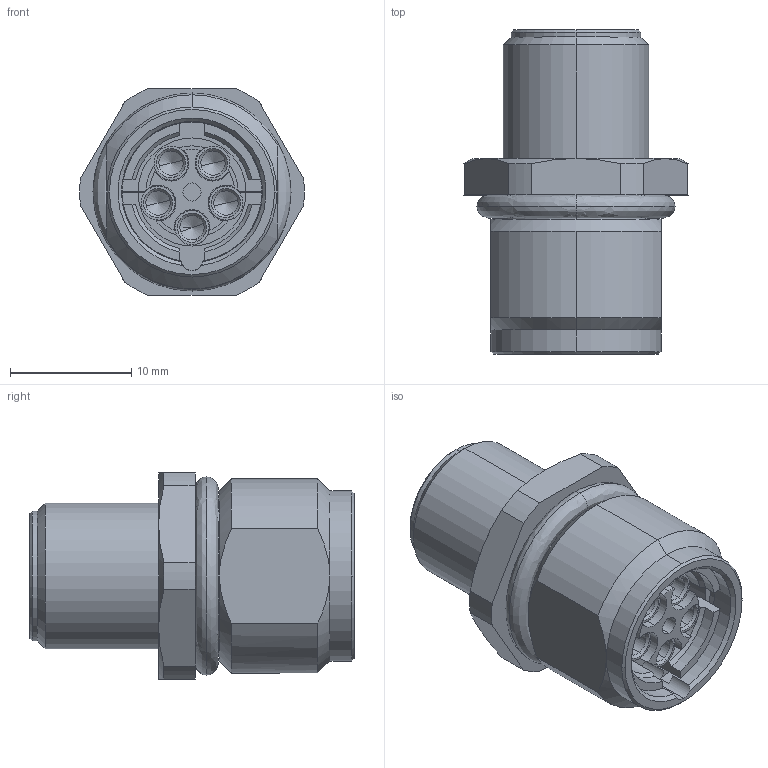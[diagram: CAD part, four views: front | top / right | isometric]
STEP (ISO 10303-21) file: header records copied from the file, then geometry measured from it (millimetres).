
FILE_DESCRIPTION (( 'STEP AP203' ), '1' );
FILE_NAME ('P234.STEP', '2020-04-01T02:09:25', ( 'edpusr' ), ( 'Microsoft' ), 'SwSTEP 2.0', 'SolidWorks 2015', '' );
FILE_SCHEMA (( 'CONFIG_CONTROL_DESIGN' ));
Length unit declared in the file: millimetre
Products named in the file (1): P234
Bounding box: 18.49 x 26.7 x 17 mm (x, y, z)
Volume: 3227.5 mm3; surface area: 6307.3 mm2
Topology: 10 solids, 10 shells, 398 faces, 998 edges, 639 vertices
Faces by surface type: cylinder 182, plane 131, cone 70, bspline 15
Entity records: 12475 total; most frequent: CARTESIAN_POINT 2703, DIRECTION 2131, ORIENTED_EDGE 1972, EDGE_CURVE 986, AXIS2_PLACEMENT_3D 855, VERTEX_POINT 639, CIRCLE 471, EDGE_LOOP 455
